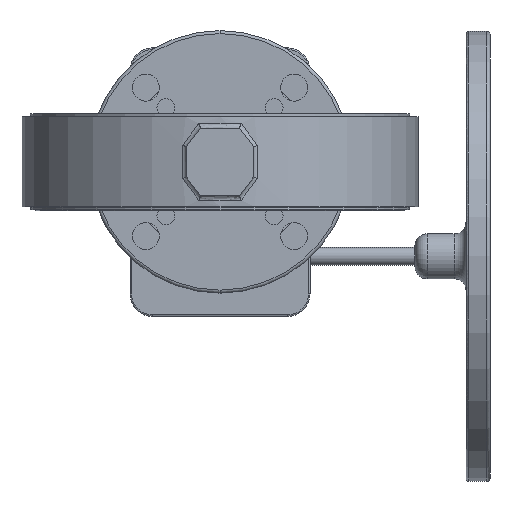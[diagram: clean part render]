
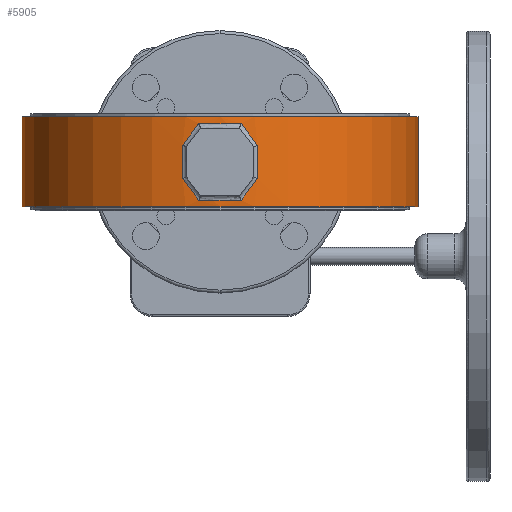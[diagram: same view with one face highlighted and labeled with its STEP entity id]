
A CAD part, front view. The second image highlights one B-rep face of the part: STEP entity #5905.
In plain terms, the highlighted cylindrical face has radius 132 mm (diameter 264 mm), a partial arc.
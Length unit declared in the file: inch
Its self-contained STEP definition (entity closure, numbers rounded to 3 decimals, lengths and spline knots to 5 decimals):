
#43 = VERTEX_POINT ( 'NONE', #9905 ) ;
#59 = EDGE_CURVE ( 'NONE', #43, #20685, #9259, .T. ) ;
#448 = CARTESIAN_POINT ( 'NONE',  ( 1.51885, 1.00671, 10.00621 ) ) ;
#546 = EDGE_LOOP ( 'NONE', ( #19843, #19727, #16368, #1875 ) ) ;
#716 = B_SPLINE_CURVE_WITH_KNOTS ( 'NONE', 3,
 ( #11430, #17828, #9492, #14471 ),
 .UNSPECIFIED., .F., .F.,
 ( 4, 4 ),
 ( 0., 1. ),
 .UNSPECIFIED. ) ;
#1071 = EDGE_CURVE ( 'NONE', #11785, #19347, #4424, .T. ) ;
#1179 = EDGE_LOOP ( 'NONE', ( #6749, #6502, #15984, #17935, #8378, #6862, #2865, #11277 ) ) ;
#1365 = CARTESIAN_POINT ( 'NONE',  ( 1.09494, 1.07025, 10.18337 ) ) ;
#1435 = VERTEX_POINT ( 'NONE', #16157 ) ;
#1451 = DIRECTION ( 'NONE',  ( 0., 0., 1. ) ) ;
#1689 = CIRCLE ( 'NONE', #16275, 5.19685 ) ;
#1722 = DIRECTION ( 'NONE',  ( 0., 0., -1. ) ) ;
#1875 = ORIENTED_EDGE ( 'NONE', *, *, #15461, .T. ) ;
#2226 = CIRCLE ( 'NONE', #2928, 5.19685 ) ;
#2358 = CARTESIAN_POINT ( 'NONE',  ( -3.12028, 6.17355, 10.18337 ) ) ;
#2368 = EDGE_CURVE ( 'NONE', #12170, #7268, #8018, .T. ) ;
#2408 = VERTEX_POINT ( 'NONE', #14071 ) ;
#2489 = EDGE_CURVE ( 'NONE', #10704, #11785, #20720, .T. ) ;
#2530 = CARTESIAN_POINT ( 'NONE',  ( -3.12028, 6.17355, 7.82117 ) ) ;
#2865 = ORIENTED_EDGE ( 'NONE', *, *, #14634, .T. ) ;
#2928 = AXIS2_PLACEMENT_3D ( 'NONE', #20393, #14035, #18674 ) ;
#3127 = LINE ( 'NONE', #19923, #9522 ) ;
#3386 = FACE_BOUND ( 'NONE', #1179, .T. ) ;
#3389 = AXIS2_PLACEMENT_3D ( 'NONE', #6101, #4624, #17535 ) ;
#4019 = CARTESIAN_POINT ( 'NONE',  ( 2.63429, 1.00671, 7.99833 ) ) ;
#4095 = VECTOR ( 'NONE', #12410, 39.37008 ) ;
#4424 = LINE ( 'NONE', #20327, #4095 ) ;
#4476 = EDGE_CURVE ( 'NONE', #10704, #9134, #19654, .T. ) ;
#4624 = DIRECTION ( 'NONE',  ( 0., 0., 1. ) ) ;
#4873 = DIRECTION ( 'NONE',  ( 0., 0., -1. ) ) ;
#4992 = VERTEX_POINT ( 'NONE', #4019 ) ;
#5156 = CARTESIAN_POINT ( 'NONE',  ( 1.09494, 1.07025, 9.43576 ) ) ;
#5644 = CARTESIAN_POINT ( 'NONE',  ( 1.36371, 1.02346, 8.20709 ) ) ;
#5682 = CARTESIAN_POINT ( 'NONE',  ( 7.27342, 6.17355, 7.82117 ) ) ;
#5862 = CARTESIAN_POINT ( 'NONE',  ( 1.22241, 1.04573, 8.39724 ) ) ;
#5905 = ADVANCED_FACE ( 'NONE', ( #16419, #3386 ), #6356, .T. ) ;
#6101 = CARTESIAN_POINT ( 'NONE',  ( 2.07657, 6.17355, 10.18337 ) ) ;
#6356 = CYLINDRICAL_SURFACE ( 'NONE', #9150, 5.19685 ) ;
#6502 = ORIENTED_EDGE ( 'NONE', *, *, #15785, .T. ) ;
#6646 = EDGE_CURVE ( 'NONE', #20685, #8178, #9449, .T. ) ;
#6749 = ORIENTED_EDGE ( 'NONE', *, *, #6646, .T. ) ;
#6862 = ORIENTED_EDGE ( 'NONE', *, *, #20868, .T. ) ;
#7268 = VERTEX_POINT ( 'NONE', #17948 ) ;
#7369 = CARTESIAN_POINT ( 'NONE',  ( 2.07657, 6.17355, 7.99833 ) ) ;
#7427 = CIRCLE ( 'NONE', #13534, 5.19685 ) ;
#7923 = DIRECTION ( 'NONE',  ( 1., 0., 0. ) ) ;
#8018 = B_SPLINE_CURVE_WITH_KNOTS ( 'NONE', 3,
 ( #10361, #16803, #15226, #13663 ),
 .UNSPECIFIED., .F., .F.,
 ( 4, 4 ),
 ( 0., 1. ),
 .UNSPECIFIED. ) ;
#8147 = DIRECTION ( 'NONE',  ( -1., 0., 0. ) ) ;
#8178 = VERTEX_POINT ( 'NONE', #19663 ) ;
#8378 = ORIENTED_EDGE ( 'NONE', *, *, #19427, .T. ) ;
#9134 = VERTEX_POINT ( 'NONE', #2530 ) ;
#9150 = AXIS2_PLACEMENT_3D ( 'NONE', #13157, #4873, #8147 ) ;
#9259 = B_SPLINE_CURVE_WITH_KNOTS ( 'NONE', 3,
 ( #15506, #5644, #5862, #20496 ),
 .UNSPECIFIED., .F., .F.,
 ( 4, 4 ),
 ( 0., 1. ),
 .UNSPECIFIED. ) ;
#9449 = LINE ( 'NONE', #1365, #14395 ) ;
#9492 = CARTESIAN_POINT ( 'NONE',  ( 2.78942, 1.02346, 8.20709 ) ) ;
#9522 = VECTOR ( 'NONE', #1722, 39.37008 ) ;
#9666 = EDGE_CURVE ( 'NONE', #1435, #12170, #2226, .T. ) ;
#9905 = CARTESIAN_POINT ( 'NONE',  ( 1.51885, 1.00671, 7.99833 ) ) ;
#10361 = CARTESIAN_POINT ( 'NONE',  ( 2.63429, 1.00671, 10.00621 ) ) ;
#10535 = CARTESIAN_POINT ( 'NONE',  ( 1.09494, 1.07025, 8.56878 ) ) ;
#10704 = VERTEX_POINT ( 'NONE', #12616 ) ;
#11277 = ORIENTED_EDGE ( 'NONE', *, *, #59, .T. ) ;
#11430 = CARTESIAN_POINT ( 'NONE',  ( 3.05819, 1.07025, 8.56878 ) ) ;
#11658 = CARTESIAN_POINT ( 'NONE',  ( 1.22241, 1.04573, 9.6073 ) ) ;
#11785 = VERTEX_POINT ( 'NONE', #18968 ) ;
#12170 = VERTEX_POINT ( 'NONE', #16304 ) ;
#12410 = DIRECTION ( 'NONE',  ( 0., 0., -1. ) ) ;
#12616 = CARTESIAN_POINT ( 'NONE',  ( -3.12028, 6.17355, 10.18337 ) ) ;
#13157 = CARTESIAN_POINT ( 'NONE',  ( 2.07657, 6.17355, 10.18337 ) ) ;
#13534 = AXIS2_PLACEMENT_3D ( 'NONE', #7369, #13667, #16714 ) ;
#13663 = CARTESIAN_POINT ( 'NONE',  ( 3.05819, 1.07025, 9.43576 ) ) ;
#13667 = DIRECTION ( 'NONE',  ( 0., 0., -1. ) ) ;
#14035 = DIRECTION ( 'NONE',  ( 0., 0., 1. ) ) ;
#14071 = CARTESIAN_POINT ( 'NONE',  ( 3.05819, 1.07025, 8.56878 ) ) ;
#14395 = VECTOR ( 'NONE', #18967, 39.37008 ) ;
#14471 = CARTESIAN_POINT ( 'NONE',  ( 2.63429, 1.00671, 7.99833 ) ) ;
#14634 = EDGE_CURVE ( 'NONE', #4992, #43, #7427, .T. ) ;
#14701 = CARTESIAN_POINT ( 'NONE',  ( 1.36371, 1.02346, 9.79745 ) ) ;
#15226 = CARTESIAN_POINT ( 'NONE',  ( 2.93072, 1.04573, 9.6073 ) ) ;
#15461 = EDGE_CURVE ( 'NONE', #9134, #19347, #1689, .T. ) ;
#15506 = CARTESIAN_POINT ( 'NONE',  ( 1.51885, 1.00671, 7.99833 ) ) ;
#15785 = EDGE_CURVE ( 'NONE', #8178, #1435, #17271, .T. ) ;
#15984 = ORIENTED_EDGE ( 'NONE', *, *, #9666, .T. ) ;
#15999 = CARTESIAN_POINT ( 'NONE',  ( 2.07657, 6.17355, 7.82117 ) ) ;
#16157 = CARTESIAN_POINT ( 'NONE',  ( 1.51885, 1.00671, 10.00621 ) ) ;
#16275 = AXIS2_PLACEMENT_3D ( 'NONE', #15999, #1451, #7923 ) ;
#16304 = CARTESIAN_POINT ( 'NONE',  ( 2.63429, 1.00671, 10.00621 ) ) ;
#16368 = ORIENTED_EDGE ( 'NONE', *, *, #4476, .T. ) ;
#16419 = FACE_OUTER_BOUND ( 'NONE', #546, .T. ) ;
#16572 = DIRECTION ( 'NONE',  ( 0., 0., -1. ) ) ;
#16714 = DIRECTION ( 'NONE',  ( -1., 0., 0. ) ) ;
#16803 = CARTESIAN_POINT ( 'NONE',  ( 2.78942, 1.02346, 9.79745 ) ) ;
#17102 = VECTOR ( 'NONE', #16572, 39.37008 ) ;
#17271 = B_SPLINE_CURVE_WITH_KNOTS ( 'NONE', 3,
 ( #5156, #11658, #14701, #448 ),
 .UNSPECIFIED., .F., .F.,
 ( 4, 4 ),
 ( 0., 1. ),
 .UNSPECIFIED. ) ;
#17535 = DIRECTION ( 'NONE',  ( 1., 0., 0. ) ) ;
#17828 = CARTESIAN_POINT ( 'NONE',  ( 2.93072, 1.04573, 8.39724 ) ) ;
#17935 = ORIENTED_EDGE ( 'NONE', *, *, #2368, .T. ) ;
#17948 = CARTESIAN_POINT ( 'NONE',  ( 3.05819, 1.07025, 9.43576 ) ) ;
#18674 = DIRECTION ( 'NONE',  ( 1., 0., 0. ) ) ;
#18967 = DIRECTION ( 'NONE',  ( 0., 0., 1. ) ) ;
#18968 = CARTESIAN_POINT ( 'NONE',  ( 7.27342, 6.17355, 10.18337 ) ) ;
#19347 = VERTEX_POINT ( 'NONE', #5682 ) ;
#19427 = EDGE_CURVE ( 'NONE', #7268, #2408, #3127, .T. ) ;
#19654 = LINE ( 'NONE', #2358, #17102 ) ;
#19663 = CARTESIAN_POINT ( 'NONE',  ( 1.09494, 1.07025, 9.43576 ) ) ;
#19727 = ORIENTED_EDGE ( 'NONE', *, *, #2489, .F. ) ;
#19843 = ORIENTED_EDGE ( 'NONE', *, *, #1071, .F. ) ;
#19923 = CARTESIAN_POINT ( 'NONE',  ( 3.05819, 1.07025, 10.18337 ) ) ;
#20327 = CARTESIAN_POINT ( 'NONE',  ( 7.27342, 6.17355, 10.18337 ) ) ;
#20393 = CARTESIAN_POINT ( 'NONE',  ( 2.07657, 6.17355, 10.00621 ) ) ;
#20496 = CARTESIAN_POINT ( 'NONE',  ( 1.09494, 1.07025, 8.56878 ) ) ;
#20685 = VERTEX_POINT ( 'NONE', #10535 ) ;
#20720 = CIRCLE ( 'NONE', #3389, 5.19685 ) ;
#20868 = EDGE_CURVE ( 'NONE', #2408, #4992, #716, .T. ) ;
